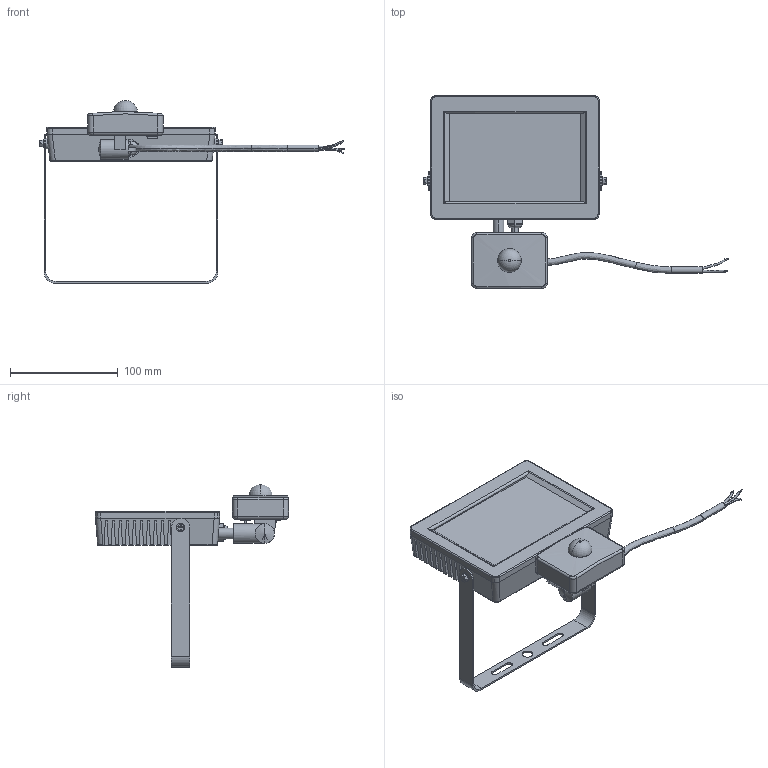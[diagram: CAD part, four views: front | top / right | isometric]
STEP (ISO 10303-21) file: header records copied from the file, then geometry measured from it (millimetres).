
FILE_DESCRIPTION (( 'STEP AP214' ), '1' );
FILE_NAME ('LPD0702-30-K03 Ïðîæåêòîð ÑÄÎ07-30Ä(äåòåêòîð)ñâåòîäèîäíûé ñåðûé ÷èï IP44 ÈÝÊ.STEP', '2017-09-14T08:50:36', ( '' ), ( '' ), 'SwSTEP 2.0', 'SolidWorks 2014', '' );
FILE_SCHEMA (( 'AUTOMOTIVE_DESIGN' ));
Length unit declared in the file: millimetre
Products named in the file (1): LPD0702-30-K03 Ïðîæåêòîð ÑÄÎ07-30Ä(äåòåêòîð)ñâåòîäèîäíûé ñåðûé ÷èï IP44 ÈÝÊ
Bounding box: 282.08 x 179 x 169 mm (x, y, z)
Volume: 568119.9 mm3; surface area: 115447.6 mm2
Topology: 2 solids, 2 shells, 562 faces, 1408 edges, 902 vertices
Faces by surface type: plane 374, cylinder 117, bspline 61, torus 8, cone 2
Entity records: 18506 total; most frequent: CARTESIAN_POINT 5534, ORIENTED_EDGE 2812, DIRECTION 2459, EDGE_CURVE 1406, LINE 1023, VECTOR 1023, VERTEX_POINT 902, AXIS2_PLACEMENT_3D 718
